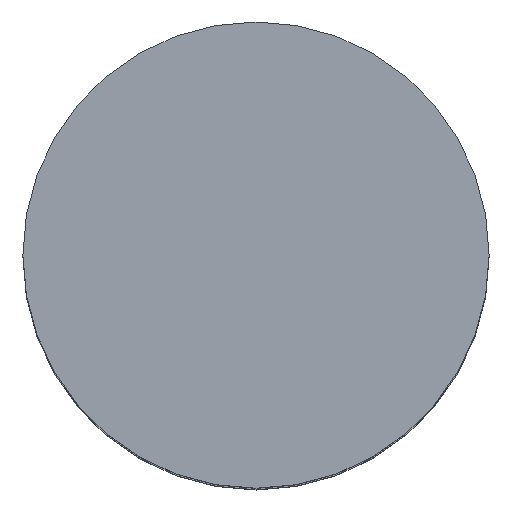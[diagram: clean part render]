
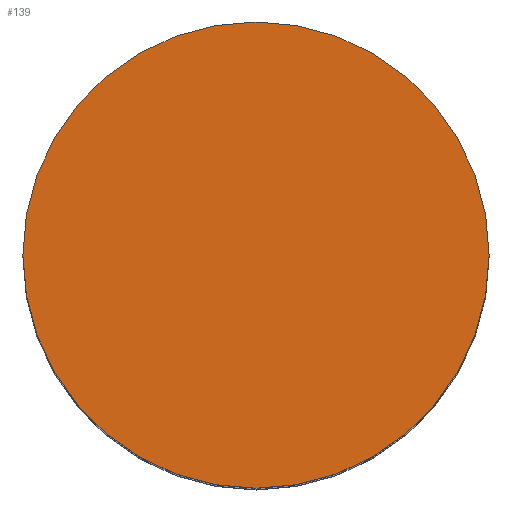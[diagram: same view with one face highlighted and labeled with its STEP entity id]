
A CAD part, top view. The second image highlights one B-rep face of the part: STEP entity #139.
In plain terms, the highlighted planar face has unit normal (0, 0, 1).
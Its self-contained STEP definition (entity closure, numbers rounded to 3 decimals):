
#139=ADVANCED_FACE('',(#238),#240,.T.);
#238=FACE_BOUND('',#239,.T.);
#239=EDGE_LOOP('',(#270));
#240=PLANE('',#241);
#241=AXIS2_PLACEMENT_3D('',#242,#243,#244);
#242=CARTESIAN_POINT('',(0.,0.,3.1));
#243=DIRECTION('',(0.,0.,1.));
#244=DIRECTION('',(1.,0.,0.));
#270=ORIENTED_EDGE('',*,*,#280,.T.);
#280=EDGE_CURVE('',#298,#298,#299,.T.);
#298=VERTEX_POINT('',#342);
#299=CIRCLE('',#343,0.8);
#342=CARTESIAN_POINT('',(0.8,0.,3.1));
#343=AXIS2_PLACEMENT_3D('',#344,#345,#346);
#344=CARTESIAN_POINT('',(0.,0.,3.1));
#345=DIRECTION('',(0.,0.,1.));
#346=DIRECTION('',(1.,0.,0.));
